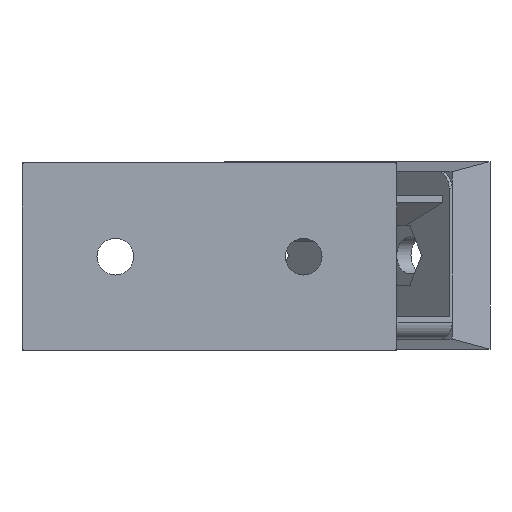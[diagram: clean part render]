
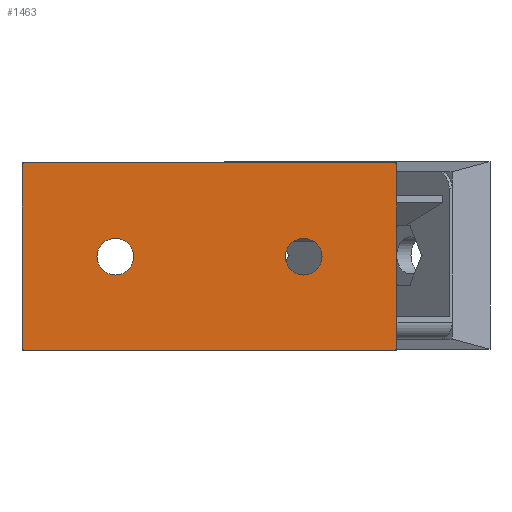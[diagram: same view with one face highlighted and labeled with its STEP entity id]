
A CAD part, front view. The second image highlights one B-rep face of the part: STEP entity #1463.
In plain terms, the highlighted planar face has unit normal (0, -1, 0).
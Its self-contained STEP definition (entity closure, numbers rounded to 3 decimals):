
#28 = EDGE_LOOP ( 'NONE', ( #4529, #4990 ) ) ;
#137 = CARTESIAN_POINT ( 'NONE',  ( 22.5, -9., 4.4 ) ) ;
#408 = EDGE_CURVE ( 'NONE', #5545, #4808, #3712, .T. ) ;
#676 = FACE_BOUND ( 'NONE', #28, .T. ) ;
#737 = CARTESIAN_POINT ( 'NONE',  ( 45., -9., 22.4 ) ) ;
#899 = DIRECTION ( 'NONE',  ( 0., -1., 0. ) ) ;
#928 = DIRECTION ( 'NONE',  ( 0., 0., 1. ) ) ;
#993 = CIRCLE ( 'NONE', #3691, 4.4 ) ;
#1055 = EDGE_CURVE ( 'NONE', #2415, #2357, #5853, .T. ) ;
#1074 = VECTOR ( 'NONE', #4963, 1000. ) ;
#1200 = VECTOR ( 'NONE', #1205, 1000. ) ;
#1205 = DIRECTION ( 'NONE',  ( 1., 0., 0. ) ) ;
#1251 = CIRCLE ( 'NONE', #2238, 4.4 ) ;
#1256 = CARTESIAN_POINT ( 'NONE',  ( 22.5, -9., 0. ) ) ;
#1424 = VERTEX_POINT ( 'NONE', #5389 ) ;
#1432 = EDGE_CURVE ( 'NONE', #4808, #5545, #993, .T. ) ;
#1433 = DIRECTION ( 'NONE',  ( 0., -1., 0. ) ) ;
#1435 = EDGE_CURVE ( 'NONE', #6303, #1472, #2423, .T. ) ;
#1463 = ADVANCED_FACE ( 'NONE', ( #2501, #676, #4156 ), #3075, .F. ) ;
#1472 = VERTEX_POINT ( 'NONE', #2174 ) ;
#1682 = DIRECTION ( 'NONE',  ( 0., 1., 0. ) ) ;
#1752 = AXIS2_PLACEMENT_3D ( 'NONE', #4925, #899, #4417 ) ;
#1764 = ORIENTED_EDGE ( 'NONE', *, *, #2023, .T. ) ;
#1935 = AXIS2_PLACEMENT_3D ( 'NONE', #2267, #2833, #5820 ) ;
#2023 = EDGE_CURVE ( 'NONE', #1472, #2415, #3267, .T. ) ;
#2174 = CARTESIAN_POINT ( 'NONE',  ( -44.8, -9., -22.4 ) ) ;
#2238 = AXIS2_PLACEMENT_3D ( 'NONE', #1256, #4265, #2724 ) ;
#2267 = CARTESIAN_POINT ( 'NONE',  ( 22.5, -9., 0. ) ) ;
#2297 = EDGE_CURVE ( 'NONE', #6064, #1424, #4501, .T. ) ;
#2357 = VERTEX_POINT ( 'NONE', #5310 ) ;
#2415 = VERTEX_POINT ( 'NONE', #4368 ) ;
#2423 = LINE ( 'NONE', #4936, #1074 ) ;
#2466 = EDGE_CURVE ( 'NONE', #2357, #6303, #6130, .T. ) ;
#2501 = FACE_BOUND ( 'NONE', #3575, .T. ) ;
#2724 = DIRECTION ( 'NONE',  ( 0., 0., 1. ) ) ;
#2833 = DIRECTION ( 'NONE',  ( 0., -1., 0. ) ) ;
#2927 = ORIENTED_EDGE ( 'NONE', *, *, #408, .F. ) ;
#3075 = PLANE ( 'NONE',  #4898 ) ;
#3267 = LINE ( 'NONE', #3731, #1200 ) ;
#3412 = EDGE_CURVE ( 'NONE', #1424, #6064, #1251, .T. ) ;
#3508 = ORIENTED_EDGE ( 'NONE', *, *, #1055, .T. ) ;
#3575 = EDGE_LOOP ( 'NONE', ( #5989, #2927 ) ) ;
#3587 = VECTOR ( 'NONE', #5964, 1000. ) ;
#3691 = AXIS2_PLACEMENT_3D ( 'NONE', #6063, #1433, #3982 ) ;
#3712 = CIRCLE ( 'NONE', #1752, 4.4 ) ;
#3731 = CARTESIAN_POINT ( 'NONE',  ( 45., -9., -22.4 ) ) ;
#3982 = DIRECTION ( 'NONE',  ( 0., 0., 1. ) ) ;
#4156 = FACE_OUTER_BOUND ( 'NONE', #5152, .T. ) ;
#4265 = DIRECTION ( 'NONE',  ( 0., -1., 0. ) ) ;
#4368 = CARTESIAN_POINT ( 'NONE',  ( 44.8, -9., -22.4 ) ) ;
#4417 = DIRECTION ( 'NONE',  ( 0., 0., 1. ) ) ;
#4501 = CIRCLE ( 'NONE', #1935, 4.4 ) ;
#4529 = ORIENTED_EDGE ( 'NONE', *, *, #2297, .F. ) ;
#4808 = VERTEX_POINT ( 'NONE', #5847 ) ;
#4898 = AXIS2_PLACEMENT_3D ( 'NONE', #6157, #1682, #5725 ) ;
#4925 = CARTESIAN_POINT ( 'NONE',  ( -22.5, -9., 0. ) ) ;
#4936 = CARTESIAN_POINT ( 'NONE',  ( -44.8, -9., 25. ) ) ;
#4963 = DIRECTION ( 'NONE',  ( 0., 0., -1. ) ) ;
#4990 = ORIENTED_EDGE ( 'NONE', *, *, #3412, .F. ) ;
#5010 = CARTESIAN_POINT ( 'NONE',  ( 44.8, -9., 25. ) ) ;
#5065 = ORIENTED_EDGE ( 'NONE', *, *, #1435, .T. ) ;
#5152 = EDGE_LOOP ( 'NONE', ( #6502, #5065, #1764, #3508 ) ) ;
#5299 = CARTESIAN_POINT ( 'NONE',  ( -44.8, -9., 22.4 ) ) ;
#5310 = CARTESIAN_POINT ( 'NONE',  ( 44.8, -9., 22.4 ) ) ;
#5389 = CARTESIAN_POINT ( 'NONE',  ( 22.5, -9., -4.4 ) ) ;
#5545 = VERTEX_POINT ( 'NONE', #6152 ) ;
#5725 = DIRECTION ( 'NONE',  ( 0., 0., 1. ) ) ;
#5820 = DIRECTION ( 'NONE',  ( 0., 0., 1. ) ) ;
#5847 = CARTESIAN_POINT ( 'NONE',  ( -22.5, -9., 4.4 ) ) ;
#5853 = LINE ( 'NONE', #5010, #6347 ) ;
#5964 = DIRECTION ( 'NONE',  ( -1., 0., 0. ) ) ;
#5989 = ORIENTED_EDGE ( 'NONE', *, *, #1432, .F. ) ;
#6063 = CARTESIAN_POINT ( 'NONE',  ( -22.5, -9., 0. ) ) ;
#6064 = VERTEX_POINT ( 'NONE', #137 ) ;
#6130 = LINE ( 'NONE', #737, #3587 ) ;
#6152 = CARTESIAN_POINT ( 'NONE',  ( -22.5, -9., -4.4 ) ) ;
#6157 = CARTESIAN_POINT ( 'NONE',  ( 0., -9., 0. ) ) ;
#6303 = VERTEX_POINT ( 'NONE', #5299 ) ;
#6347 = VECTOR ( 'NONE', #928, 1000. ) ;
#6502 = ORIENTED_EDGE ( 'NONE', *, *, #2466, .T. ) ;
